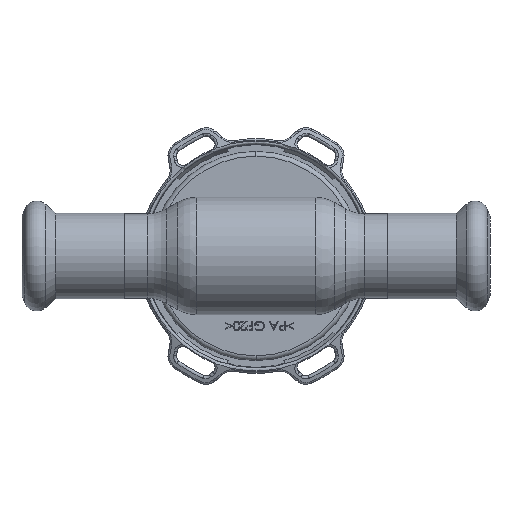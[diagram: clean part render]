
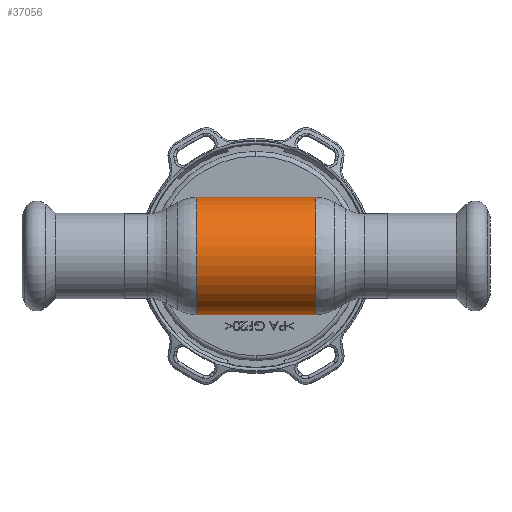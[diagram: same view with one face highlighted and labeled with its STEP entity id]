
A CAD part, front view. The second image highlights one B-rep face of the part: STEP entity #37056.
In plain terms, the highlighted cylindrical face has radius 12.5 mm (diameter 25 mm), a partial arc.
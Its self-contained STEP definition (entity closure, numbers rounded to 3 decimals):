
#2170 = ORIENTED_EDGE ( 'NONE', *, *, #26118, .F. ) ;
#2817 = ORIENTED_EDGE ( 'NONE', *, *, #5045, .T. ) ;
#4590 = LINE ( 'NONE', #21326, #29166 ) ;
#4961 = DIRECTION ( 'NONE',  ( -1., 0., 0. ) ) ;
#5045 = EDGE_CURVE ( 'NONE', #10380, #18821, #25165, .T. ) ;
#6881 = CARTESIAN_POINT ( 'NONE',  ( 12.606, 0., -12.5 ) ) ;
#7162 = CARTESIAN_POINT ( 'NONE',  ( -12.606, 0., 0. ) ) ;
#9934 = VECTOR ( 'NONE', #4961, 1000. ) ;
#10380 = VERTEX_POINT ( 'NONE', #19705 ) ;
#13874 = DIRECTION ( 'NONE',  ( 0., 0., 1. ) ) ;
#14767 = DIRECTION ( 'NONE',  ( 0., 0., 1. ) ) ;
#16218 = AXIS2_PLACEMENT_3D ( 'NONE', #37955, #40581, #34730 ) ;
#17109 = DIRECTION ( 'NONE',  ( -1., 0., 0. ) ) ;
#17534 = CYLINDRICAL_SURFACE ( 'NONE', #16218, 12.5 ) ;
#18028 = DIRECTION ( 'NONE',  ( -1., 0., 0. ) ) ;
#18266 = DIRECTION ( 'NONE',  ( -1., 0., 0. ) ) ;
#18570 = VERTEX_POINT ( 'NONE', #39624 ) ;
#18821 = VERTEX_POINT ( 'NONE', #36536 ) ;
#19705 = CARTESIAN_POINT ( 'NONE',  ( 12.606, 0., 12.5 ) ) ;
#21121 = CIRCLE ( 'NONE', #26677, 12.5 ) ;
#21326 = CARTESIAN_POINT ( 'NONE',  ( -62.69, 0., -12.5 ) ) ;
#24837 = AXIS2_PLACEMENT_3D ( 'NONE', #7162, #17109, #13874 ) ;
#25064 = ORIENTED_EDGE ( 'NONE', *, *, #37410, .T. ) ;
#25165 = LINE ( 'NONE', #31278, #9934 ) ;
#26118 = EDGE_CURVE ( 'NONE', #38561, #18570, #4590, .T. ) ;
#26272 = EDGE_LOOP ( 'NONE', ( #2170, #25064, #2817, #39097 ) ) ;
#26677 = AXIS2_PLACEMENT_3D ( 'NONE', #31326, #18028, #14767 ) ;
#27623 = EDGE_CURVE ( 'NONE', #18570, #18821, #39377, .T. ) ;
#27778 = FACE_OUTER_BOUND ( 'NONE', #26272, .T. ) ;
#29166 = VECTOR ( 'NONE', #18266, 1000. ) ;
#31278 = CARTESIAN_POINT ( 'NONE',  ( -62.69, 0., 12.5 ) ) ;
#31326 = CARTESIAN_POINT ( 'NONE',  ( 12.606, 0., 0. ) ) ;
#34730 = DIRECTION ( 'NONE',  ( 0., 0., 1. ) ) ;
#36536 = CARTESIAN_POINT ( 'NONE',  ( -12.606, 0., 12.5 ) ) ;
#37056 = ADVANCED_FACE ( 'NONE', ( #27778 ), #17534, .T. ) ;
#37410 = EDGE_CURVE ( 'NONE', #38561, #10380, #21121, .T. ) ;
#37955 = CARTESIAN_POINT ( 'NONE',  ( -62.69, 0., 0. ) ) ;
#38561 = VERTEX_POINT ( 'NONE', #6881 ) ;
#39097 = ORIENTED_EDGE ( 'NONE', *, *, #27623, .F. ) ;
#39377 = CIRCLE ( 'NONE', #24837, 12.5 ) ;
#39624 = CARTESIAN_POINT ( 'NONE',  ( -12.606, 0., -12.5 ) ) ;
#40581 = DIRECTION ( 'NONE',  ( -1., 0., 0. ) ) ;
